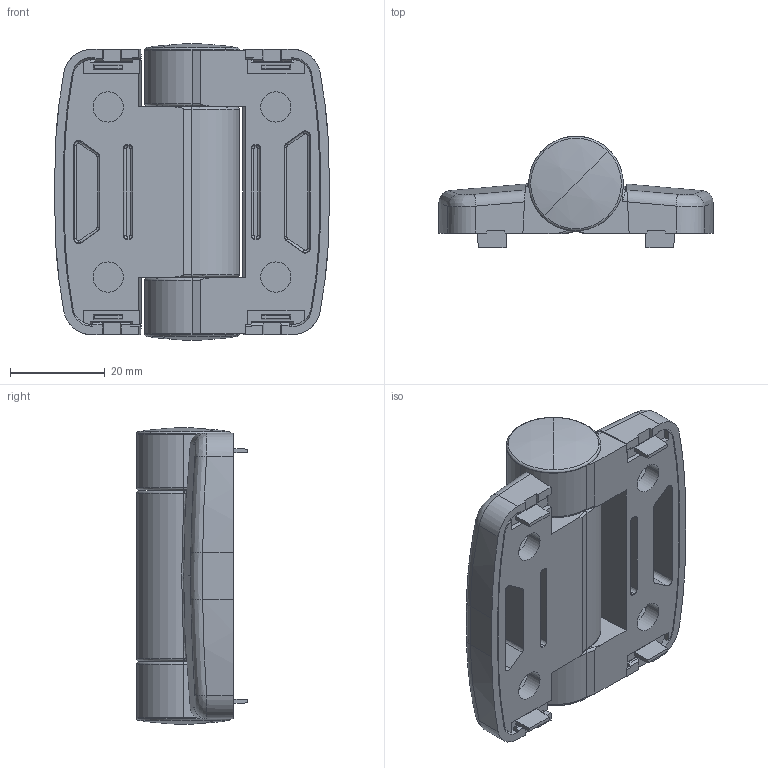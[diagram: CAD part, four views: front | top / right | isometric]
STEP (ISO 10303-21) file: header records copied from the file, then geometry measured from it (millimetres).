
FILE_DESCRIPTION (( 'STEP AP214' ), '1' );
FILE_NAME ('095S3030A06.STEP', '2013-07-05T08:11:36', ( 'User' ), ( '' ), 'SwSTEP 2.0', 'SolidWorks 2012', '' );
FILE_SCHEMA (( 'AUTOMOTIVE_DESIGN' ));
Length unit declared in the file: millimetre
Products named in the file (5): 095s-01k_Standard; 095sa30_Standard; 095s30a00i_095 s 30 a06 i - o Radius; 095s30a00a_095 s 30 a06 a - o Radius; 095S3030A06
Assembly tree (6 placements, depth 2):
  095S3030A06
    095s30a00a_095 s 30 a06 a - o Radius
    095s30a00i_095 s 30 a06 i - o Radius
    095sa30_Standard  x2
    095s-01k_Standard  x2
Bounding box: 58 x 23.5 x 62.83 mm (x, y, z)
Volume: 31110.2 mm3; surface area: 26118.6 mm2
Topology: 6 solids, 6 shells, 564 faces, 1418 edges, 876 vertices
Faces by surface type: plane 227, cylinder 174, torus 96, cone 32, bspline 23, sphere 12
Entity records: 14140 total; most frequent: CARTESIAN_POINT 3150, DIRECTION 2335, ORIENTED_EDGE 2240, EDGE_CURVE 1120, AXIS2_PLACEMENT_3D 858, VERTEX_POINT 697, VECTOR 619, LINE 619
